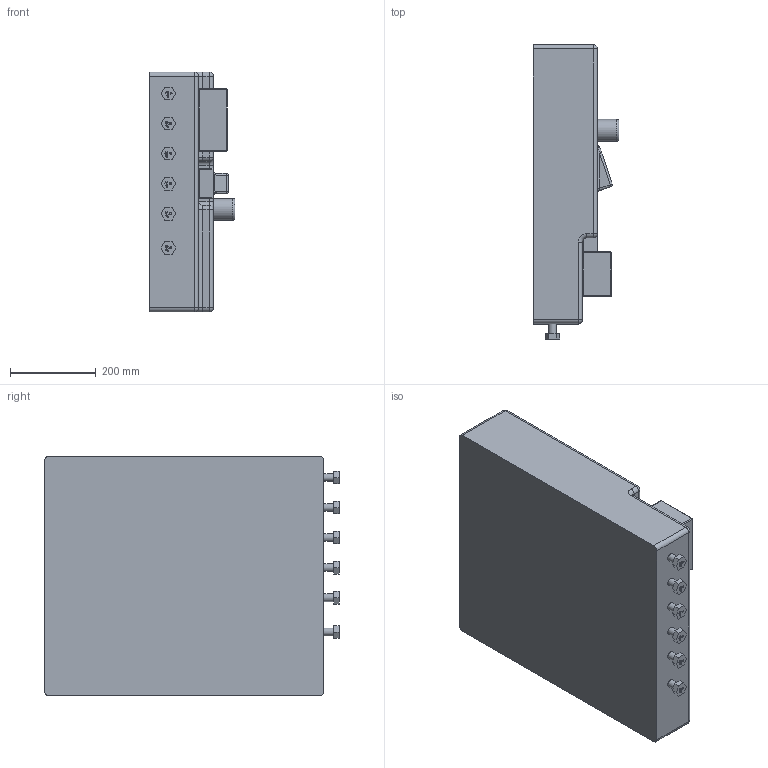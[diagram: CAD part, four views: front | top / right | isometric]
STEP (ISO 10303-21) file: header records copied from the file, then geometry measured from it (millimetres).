
FILE_DESCRIPTION(/* description */ (''),/* implementation_level */ '2;1');
FILE_NAME(/* name */ 'Sekundex IMD 1127002071.stp',/* time_stamp */ '2020-10-26T08:44:02+01:00',/* author */ ('3113hani'),/* organization */ (''),/* preprocessor_version */ 'ST-DEVELOPER v17',/* originating_system */ 'Autodesk Inventor 2018',/* authorisation */ '');
FILE_SCHEMA (('CONFIG_CONTROL_DESIGN'));
Length unit declared in the file: millimetre
Products named in the file (1): Sekundex IMD 1127002071
Bounding box: 200 x 685.8 x 559 mm (x, y, z)
Volume: 52047532 mm3; surface area: 1138140.6 mm2
Topology: 1 solids, 1 shells, 639 faces, 1641 edges, 1065 vertices
Faces by surface type: plane 373, bspline 171, cylinder 64, sphere 17, torus 14
Full cylindrical faces by diameter (mm): 18 x6, 51 x1
Entity records: 20172 total; most frequent: CARTESIAN_POINT 5665, ORIENTED_EDGE 3280, DIRECTION 2387, EDGE_CURVE 1640, LINE 1157, VECTOR 1157, VERTEX_POINT 1065, EDGE_LOOP 701
